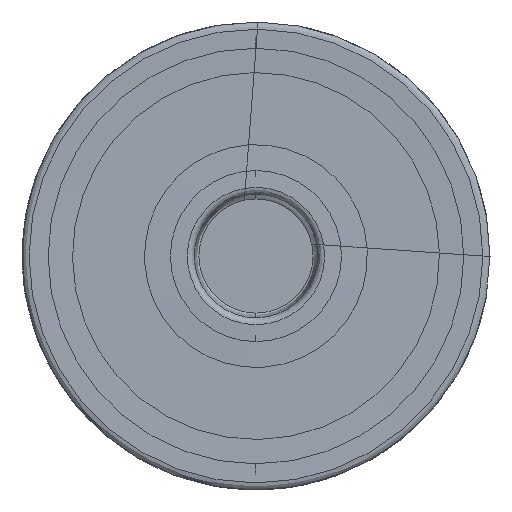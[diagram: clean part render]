
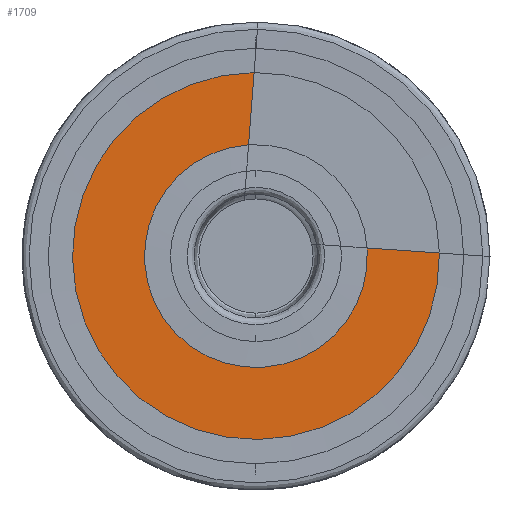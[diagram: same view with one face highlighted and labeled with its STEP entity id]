
A CAD part, left-side view. The second image highlights one B-rep face of the part: STEP entity #1709.
In plain terms, the highlighted planar face has unit normal (-1, 0, 0).
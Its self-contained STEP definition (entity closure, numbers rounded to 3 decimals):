
#71 = AXIS2_PLACEMENT_3D ( 'NONE', #864, #1046, #2380 ) ;
#93 = CARTESIAN_POINT ( 'NONE',  ( 0.058, 0.1, 10.189 ) ) ;
#166 = EDGE_CURVE ( 'NONE', #2087, #2193, #1392, .T. ) ;
#221 = ORIENTED_EDGE ( 'NONE', *, *, #2276, .F. ) ;
#239 = DIRECTION ( 'NONE',  ( 0., -0.998, -0.07 ) ) ;
#341 = VERTEX_POINT ( 'NONE', #93 ) ;
#376 = CARTESIAN_POINT ( 'NONE',  ( 0.058, 0.408, 6.177 ) ) ;
#406 = PLANE ( 'NONE',  #1219 ) ;
#409 = CIRCLE ( 'NONE', #71, 10.19 ) ;
#437 = CARTESIAN_POINT ( 'NONE',  ( 0.058, 0., 0. ) ) ;
#617 = ORIENTED_EDGE ( 'NONE', *, *, #635, .T. ) ;
#635 = EDGE_CURVE ( 'NONE', #2193, #341, #1474, .T. ) ;
#641 = CARTESIAN_POINT ( 'NONE',  ( 0.058, -6.174, 0.449 ) ) ;
#693 = EDGE_CURVE ( 'NONE', #2087, #1134, #2109, .T. ) ;
#798 = EDGE_LOOP ( 'NONE', ( #221, #1112, #943, #617 ) ) ;
#864 = CARTESIAN_POINT ( 'NONE',  ( 0.058, 0., 0. ) ) ;
#943 = ORIENTED_EDGE ( 'NONE', *, *, #166, .T. ) ;
#1010 = CARTESIAN_POINT ( 'NONE',  ( 0.058, 0.408, 6.177 ) ) ;
#1046 = DIRECTION ( 'NONE',  ( 1., 0., 0. ) ) ;
#1112 = ORIENTED_EDGE ( 'NONE', *, *, #693, .F. ) ;
#1127 = VECTOR ( 'NONE', #239, 1000. ) ;
#1134 = VERTEX_POINT ( 'NONE', #1224 ) ;
#1219 = AXIS2_PLACEMENT_3D ( 'NONE', #2485, #2123, #2104 ) ;
#1224 = CARTESIAN_POINT ( 'NONE',  ( 0.058, -10.188, 0.169 ) ) ;
#1392 = CIRCLE ( 'NONE', #2122, 6.191 ) ;
#1474 = LINE ( 'NONE', #1010, #1615 ) ;
#1615 = VECTOR ( 'NONE', #1952, 1000. ) ;
#1709 = ADVANCED_FACE ( 'NONE', ( #2408 ), #406, .F. ) ;
#1952 = DIRECTION ( 'NONE',  ( 0., -0.076, 0.997 ) ) ;
#2087 = VERTEX_POINT ( 'NONE', #2443 ) ;
#2104 = DIRECTION ( 'NONE',  ( 0., 0., -1. ) ) ;
#2109 = LINE ( 'NONE', #641, #1127 ) ;
#2122 = AXIS2_PLACEMENT_3D ( 'NONE', #437, #2330, #2338 ) ;
#2123 = DIRECTION ( 'NONE',  ( 1., 0., 0. ) ) ;
#2193 = VERTEX_POINT ( 'NONE', #376 ) ;
#2276 = EDGE_CURVE ( 'NONE', #1134, #341, #409, .T. ) ;
#2330 = DIRECTION ( 'NONE',  ( 1., 0., 0. ) ) ;
#2338 = DIRECTION ( 'NONE',  ( 0., -0.997, 0.073 ) ) ;
#2380 = DIRECTION ( 'NONE',  ( 0., -1., 0.017 ) ) ;
#2408 = FACE_OUTER_BOUND ( 'NONE', #798, .T. ) ;
#2443 = CARTESIAN_POINT ( 'NONE',  ( 0.058, -6.174, 0.449 ) ) ;
#2485 = CARTESIAN_POINT ( 'NONE',  ( 0.058, -6.174, 0.449 ) ) ;
